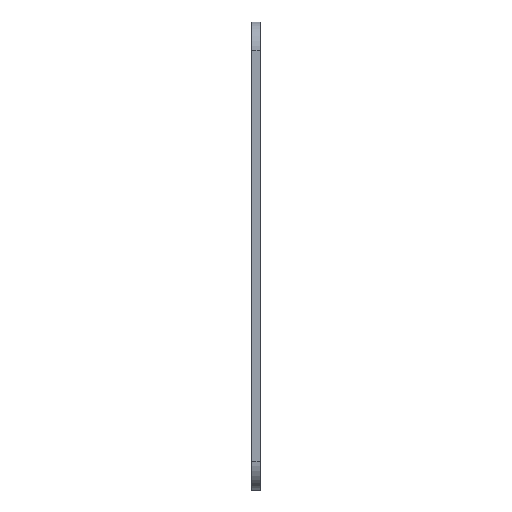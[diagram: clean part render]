
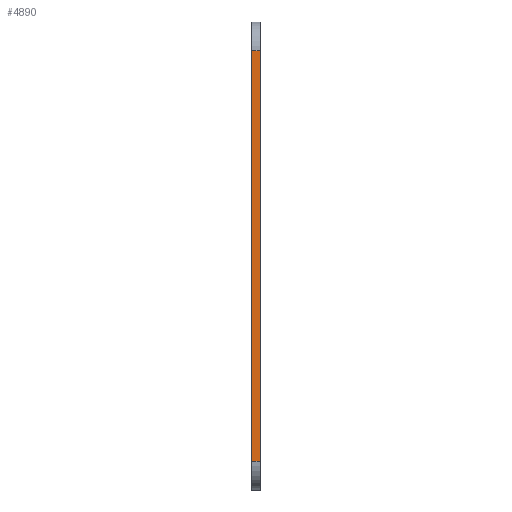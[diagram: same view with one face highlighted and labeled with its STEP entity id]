
A CAD part, left-side view. The second image highlights one B-rep face of the part: STEP entity #4890.
In plain terms, the highlighted planar face has unit normal (-1, 0, 0).
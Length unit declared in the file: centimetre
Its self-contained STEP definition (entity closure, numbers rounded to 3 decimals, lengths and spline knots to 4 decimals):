
#711=FACE_OUTER_BOUND('',#1000,.T.);
#1000=EDGE_LOOP('',(#4238,#4239,#4240,#4241));
#1369=LINE('',#9135,#1788);
#1399=LINE('',#9262,#1818);
#1400=LINE('',#9265,#1819);
#1401=LINE('',#9266,#1820);
#1788=VECTOR('',#5607,1.);
#1818=VECTOR('',#5709,1.);
#1819=VECTOR('',#5712,1.);
#1820=VECTOR('',#5713,1.);
#2269=VERTEX_POINT('',#9113);
#2279=VERTEX_POINT('',#9133);
#2339=VERTEX_POINT('',#9258);
#2341=VERTEX_POINT('',#9264);
#2937=EDGE_CURVE('',#2279,#2269,#1369,.T.);
#2999=EDGE_CURVE('',#2269,#2339,#1399,.T.);
#3000=EDGE_CURVE('',#2341,#2279,#1400,.T.);
#3001=EDGE_CURVE('',#2339,#2341,#1401,.T.);
#4238=ORIENTED_EDGE('',*,*,#2999,.F.);
#4239=ORIENTED_EDGE('',*,*,#2937,.F.);
#4240=ORIENTED_EDGE('',*,*,#3000,.F.);
#4241=ORIENTED_EDGE('',*,*,#3001,.F.);
#4664=PLANE('',#5080);
#4890=ADVANCED_FACE('',(#711),#4664,.T.);
#5080=AXIS2_PLACEMENT_3D('',#9263,#5710,#5711);
#5607=DIRECTION('',(0.,0.,-1.));
#5709=DIRECTION('',(0.,1.,0.));
#5710=DIRECTION('center_axis',(-1.,0.,0.));
#5711=DIRECTION('ref_axis',(0.,0.,1.));
#5712=DIRECTION('',(0.,-1.,0.));
#5713=DIRECTION('',(0.,0.,1.));
#9113=CARTESIAN_POINT('',(-2.0675,0.,-1.1775));
#9133=CARTESIAN_POINT('',(-2.0675,0.,5.9175));
#9135=CARTESIAN_POINT('',(-2.0675,0.,6.4175));
#9258=CARTESIAN_POINT('',(-2.0675,0.15,-1.1775));
#9262=CARTESIAN_POINT('',(-2.0675,0.,-1.1775));
#9263=CARTESIAN_POINT('Origin',(-2.0675,0.,-1.6775));
#9264=CARTESIAN_POINT('',(-2.0675,0.15,5.9175));
#9265=CARTESIAN_POINT('',(-2.0675,0.,5.9175));
#9266=CARTESIAN_POINT('',(-2.0675,0.15,6.4175));
